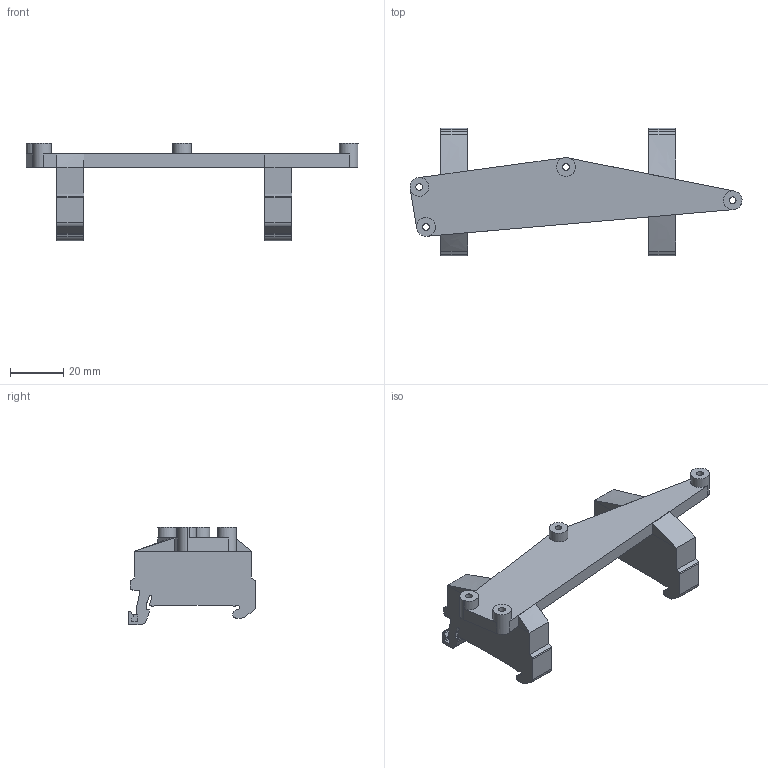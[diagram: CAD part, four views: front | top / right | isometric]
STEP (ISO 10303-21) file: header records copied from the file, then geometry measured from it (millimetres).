
FILE_DESCRIPTION(/* description */ (''),/* implementation_level */ '2;1');
FILE_NAME(/* name */ 'pcb_mount.step',/* time_stamp */ '2025-06-24T22:06:06+02:00',/* author */ (''),/* organization */ (''),/* preprocessor_version */ 'ST-DEVELOPER v20',/* originating_system */ 'Autodesk Translation Framework v13.20.0.188',/* authorisation */ '');
FILE_SCHEMA (('AUTOMOTIVE_DESIGN { 1 0 10303 214 3 1 1 }'));
Length unit declared in the file: millimetre
Products named in the file (3): pcb_mount; Terminal for reference; SRK100ISO_2A_STEP
Assembly tree (3 placements, depth 3):
  pcb_mount
    Terminal for reference  x2
      SRK100ISO_2A_STEP
Bounding box: 124.48 x 47.7 x 36.5 mm (x, y, z)
Volume: 32890 mm3; surface area: 15573.2 mm2
Topology: 6 solids, 6 shells, 183 faces, 520 edges, 348 vertices
Faces by surface type: plane 97, cylinder 74, bspline 12
Full cylindrical faces by diameter (mm): 2.529 x4, 7 x2
Entity records: 3787 total; most frequent: CARTESIAN_POINT 814, ORIENTED_EDGE 612, DIRECTION 600, EDGE_CURVE 306, LINE 216, VECTOR 216, VERTEX_POINT 206, AXIS2_PLACEMENT_3D 192
